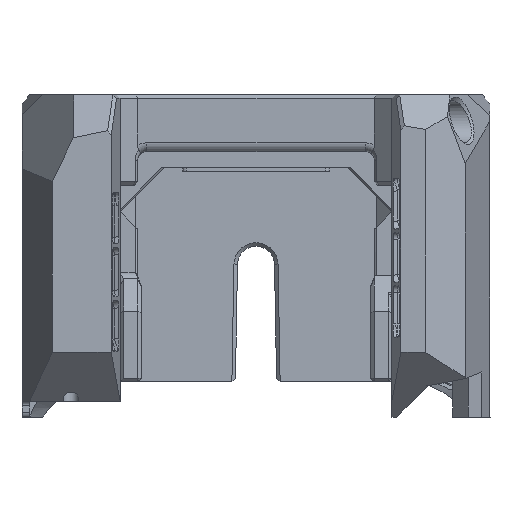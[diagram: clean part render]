
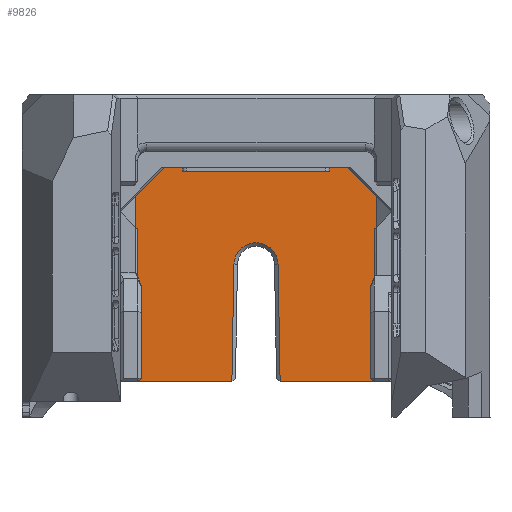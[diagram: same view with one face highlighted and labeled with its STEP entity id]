
A CAD part, front view. The second image highlights one B-rep face of the part: STEP entity #9826.
In plain terms, the highlighted planar face has unit normal (0, -1, 0).
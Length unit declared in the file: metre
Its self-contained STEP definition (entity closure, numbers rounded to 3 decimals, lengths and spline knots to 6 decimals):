
#759=CIRCLE('',#10534,0.0025);
#3456=ORIENTED_EDGE('',*,*,#4186,.T.);
#3457=ORIENTED_EDGE('',*,*,#5055,.T.);
#3458=ORIENTED_EDGE('',*,*,#5056,.T.);
#3459=ORIENTED_EDGE('',*,*,#5057,.T.);
#3460=ORIENTED_EDGE('',*,*,#4156,.T.);
#3461=ORIENTED_EDGE('',*,*,#4207,.F.);
#3462=ORIENTED_EDGE('',*,*,#4201,.T.);
#3463=ORIENTED_EDGE('',*,*,#4176,.F.);
#3464=ORIENTED_EDGE('',*,*,#4161,.T.);
#3465=ORIENTED_EDGE('',*,*,#4210,.T.);
#4156=EDGE_CURVE('',#5550,#5549,#6379,.T.);
#4161=EDGE_CURVE('',#5554,#5555,#6383,.T.);
#4176=EDGE_CURVE('',#5554,#5569,#6394,.T.);
#4186=EDGE_CURVE('',#5577,#5576,#6404,.T.);
#4201=EDGE_CURVE('',#5588,#5569,#6416,.T.);
#4207=EDGE_CURVE('',#5588,#5549,#6422,.T.);
#4210=EDGE_CURVE('',#5555,#5577,#6425,.T.);
#5055=EDGE_CURVE('',#5576,#6004,#6860,.T.);
#5056=EDGE_CURVE('',#6004,#6005,#759,.T.);
#5057=EDGE_CURVE('',#6005,#5550,#6861,.T.);
#5549=VERTEX_POINT('',#14374);
#5550=VERTEX_POINT('',#14376);
#5554=VERTEX_POINT('',#14386);
#5555=VERTEX_POINT('',#14387);
#5569=VERTEX_POINT('',#14417);
#5576=VERTEX_POINT('',#14434);
#5577=VERTEX_POINT('',#14436);
#5588=VERTEX_POINT('',#14465);
#6004=VERTEX_POINT('',#20744);
#6005=VERTEX_POINT('',#20746);
#6379=LINE('',#14375,#7264);
#6383=LINE('',#14385,#7268);
#6394=LINE('',#14416,#7279);
#6404=LINE('',#14435,#7289);
#6416=LINE('',#14464,#7301);
#6422=LINE('',#14476,#7307);
#6425=LINE('',#14481,#7310);
#6860=LINE('',#20743,#7745);
#6861=LINE('',#20747,#7746);
#7264=VECTOR('',#11177,1.);
#7268=VECTOR('',#11185,1.);
#7279=VECTOR('',#11206,1.);
#7289=VECTOR('',#11218,1.);
#7301=VECTOR('',#11242,1.);
#7307=VECTOR('',#11250,1.);
#7310=VECTOR('',#11255,1.);
#7745=VECTOR('',#12680,1.);
#7746=VECTOR('',#12683,1.);
#8357=EDGE_LOOP('',(#3456,#3457,#3458,#3459,#3460,#3461,#3462,#3463,#3464,
#3465));
#8954=FACE_BOUND('',#8357,.T.);
#9282=PLANE('',#10533);
#9826=ADVANCED_FACE('',(#8954),#9282,.F.);
#10533=AXIS2_PLACEMENT_3D('',#20742,#12678,#12679);
#10534=AXIS2_PLACEMENT_3D('',#20745,#12681,#12682);
#11177=DIRECTION('',(1.,0.,0.));
#11185=DIRECTION('',(-0.707,0.,-0.707));
#11206=DIRECTION('',(1.,0.,0.));
#11218=DIRECTION('',(1.,0.,0.));
#11242=DIRECTION('',(-0.707,0.,0.707));
#11250=DIRECTION('',(0.,0.,-1.));
#11255=DIRECTION('',(0.,0.,-1.));
#12678=DIRECTION('',(0.,1.,0.));
#12679=DIRECTION('',(-1.,0.,0.));
#12680=DIRECTION('',(0.017,0.,1.));
#12681=DIRECTION('',(0.,1.,0.));
#12682=DIRECTION('',(0.,0.,1.));
#12683=DIRECTION('',(0.017,0.,-1.));
#14374=CARTESIAN_POINT('',(0.013674,-0.004,-0.014757));
#14375=CARTESIAN_POINT('',(0.012765,-0.004,-0.014757));
#14376=CARTESIAN_POINT('',(0.002732,-0.004,-0.014757));
#14385=CARTESIAN_POINT('',(-0.0154,-0.004,0.004493));
#14386=CARTESIAN_POINT('',(-0.0104,-0.004,0.009493));
#14387=CARTESIAN_POINT('',(-0.013674,-0.004,0.006219));
#14416=CARTESIAN_POINT('',(0.002546,-0.004,0.009493));
#14417=CARTESIAN_POINT('',(0.0104,-0.004,0.009493));
#14434=CARTESIAN_POINT('',(-0.002732,-0.004,-0.014757));
#14435=CARTESIAN_POINT('',(-0.012765,-0.004,-0.014757));
#14436=CARTESIAN_POINT('',(-0.013674,-0.004,-0.014757));
#14464=CARTESIAN_POINT('',(0.0104,-0.004,0.009493));
#14465=CARTESIAN_POINT('',(0.013674,-0.004,0.006219));
#14476=CARTESIAN_POINT('',(0.013674,-0.004,-0.014757));
#14481=CARTESIAN_POINT('',(-0.013674,-0.004,-0.014757));
#20742=CARTESIAN_POINT('',(-0.000025,-0.004,-0.000661));
#20743=CARTESIAN_POINT('',(-0.002485,-0.004,-0.000618));
#20744=CARTESIAN_POINT('',(-0.0025,-0.004,-0.001464));
#20745=CARTESIAN_POINT('',(0.,-0.004,-0.001507));
#20746=CARTESIAN_POINT('',(0.0025,-0.004,-0.001464));
#20747=CARTESIAN_POINT('',(0.002732,-0.004,-0.01475));
